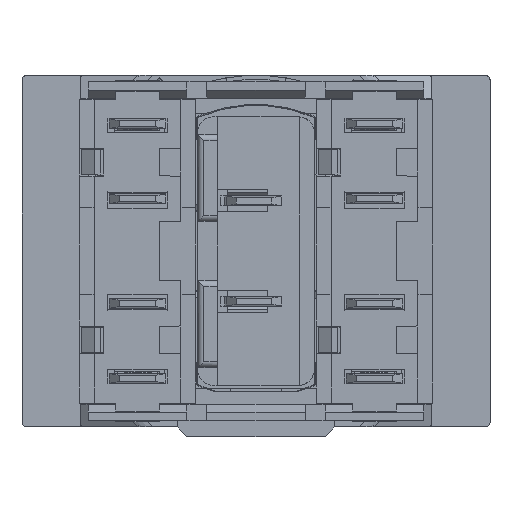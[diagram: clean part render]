
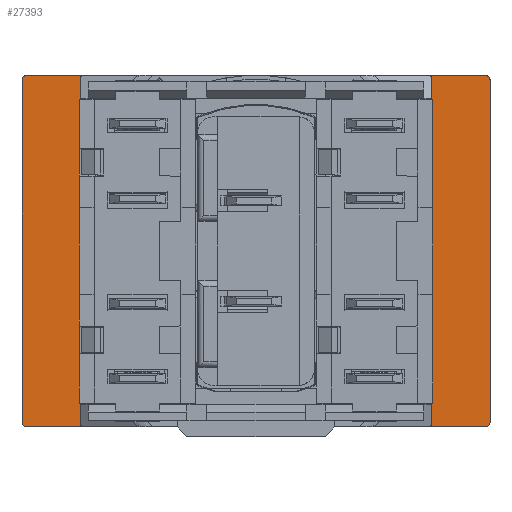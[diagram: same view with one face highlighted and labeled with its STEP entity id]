
A CAD part, front view. The second image highlights one B-rep face of the part: STEP entity #27393.
In plain terms, the highlighted planar face has unit normal (0, -1, 0).
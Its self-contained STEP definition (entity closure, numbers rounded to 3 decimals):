
#1844=DIRECTION('',(1.,0.,0.));
#1845=VECTOR('',#1844,23.3);
#1846=CARTESIAN_POINT('',(-11.65,19.01,8.875));
#1847=LINE('',#1846,#1845);
#1848=CARTESIAN_POINT('',(0.,19.01,0.));
#1849=DIRECTION('',(0.,-1.,0.));
#1850=DIRECTION('',(-1.,0.,0.));
#1851=AXIS2_PLACEMENT_3D('',#1848,#1849,#1850);
#1853=CARTESIAN_POINT('',(0.,19.01,0.));
#1854=DIRECTION('',(0.,-1.,0.));
#1855=DIRECTION('',(1.,0.,0.));
#1856=AXIS2_PLACEMENT_3D('',#1853,#1854,#1855);
#1862=CARTESIAN_POINT('',(11.65,19.01,8.675));
#1863=DIRECTION('',(0.,-1.,0.));
#1864=DIRECTION('',(1.,0.,0.));
#1865=AXIS2_PLACEMENT_3D('',#1862,#1863,#1864);
#1882=DIRECTION('',(0.,0.,-1.));
#1883=VECTOR('',#1882,17.35);
#1884=CARTESIAN_POINT('',(11.85,19.01,8.675));
#1885=LINE('',#1884,#1883);
#1943=CARTESIAN_POINT('',(-11.65,19.01,8.675));
#1944=DIRECTION('',(0.,-1.,0.));
#1945=DIRECTION('',(0.,0.,1.));
#1946=AXIS2_PLACEMENT_3D('',#1943,#1944,#1945);
#1948=DIRECTION('',(0.,0.,-1.));
#1949=VECTOR('',#1948,17.35);
#1950=CARTESIAN_POINT('',(-11.85,19.01,8.675));
#1951=LINE('',#1950,#1949);
#1956=CARTESIAN_POINT('',(-11.65,19.01,-8.675));
#1957=DIRECTION('',(0.,-1.,0.));
#1958=DIRECTION('',(-1.,0.,0.));
#1959=AXIS2_PLACEMENT_3D('',#1956,#1957,#1958);
#1976=DIRECTION('',(1.,0.,0.));
#1977=VECTOR('',#1976,23.3);
#1978=CARTESIAN_POINT('',(-11.65,19.01,-8.875));
#1979=LINE('',#1978,#1977);
#1999=CARTESIAN_POINT('',(11.65,19.01,-8.675));
#2000=DIRECTION('',(0.,-1.,0.));
#2001=DIRECTION('',(0.,0.,-1.));
#2002=AXIS2_PLACEMENT_3D('',#1999,#2000,#2001);
#20555=CARTESIAN_POINT('',(11.85,19.01,8.675));
#20557=VERTEX_POINT('',#20555);
#20558=CARTESIAN_POINT('',(11.65,19.01,8.875));
#20559=VERTEX_POINT('',#20558);
#20594=CARTESIAN_POINT('',(-11.85,19.01,8.675));
#20596=VERTEX_POINT('',#20594);
#20598=CARTESIAN_POINT('',(-11.65,19.01,8.875));
#20599=VERTEX_POINT('',#20598);
#20604=CARTESIAN_POINT('',(-11.85,19.01,-8.675));
#20605=VERTEX_POINT('',#20604);
#20606=CARTESIAN_POINT('',(-11.65,19.01,-8.875));
#20607=VERTEX_POINT('',#20606);
#20640=CARTESIAN_POINT('',(11.85,19.01,-8.675));
#20642=VERTEX_POINT('',#20640);
#20644=CARTESIAN_POINT('',(11.65,19.01,-8.875));
#20645=VERTEX_POINT('',#20644);
#21824=CARTESIAN_POINT('',(-8.7,19.01,0.));
#21825=CARTESIAN_POINT('',(8.7,19.01,0.));
#21826=VERTEX_POINT('',#21824);
#21827=VERTEX_POINT('',#21825);
#27365=CARTESIAN_POINT('',(-11.85,19.01,8.875));
#27366=DIRECTION('',(0.,-1.,0.));
#27367=DIRECTION('',(0.,0.,-1.));
#27368=AXIS2_PLACEMENT_3D('',#27365,#27366,#27367);
#27369=PLANE('',#27368);
#27371=ORIENTED_EDGE('',*,*,#27370,.F.);
#27373=ORIENTED_EDGE('',*,*,#27372,.T.);
#27375=ORIENTED_EDGE('',*,*,#27374,.F.);
#27377=ORIENTED_EDGE('',*,*,#27376,.F.);
#27379=ORIENTED_EDGE('',*,*,#27378,.F.);
#27381=ORIENTED_EDGE('',*,*,#27380,.F.);
#27383=ORIENTED_EDGE('',*,*,#27382,.F.);
#27385=ORIENTED_EDGE('',*,*,#27384,.T.);
#27386=EDGE_LOOP('',(#27371,#27373,#27375,#27377,#27379,#27381,#27383,#27385));
#27387=FACE_OUTER_BOUND('',#27386,.F.);
#27388=ORIENTED_EDGE('',*,*,#27348,.T.);
#27390=ORIENTED_EDGE('',*,*,#27389,.T.);
#27391=EDGE_LOOP('',(#27388,#27390));
#27392=FACE_BOUND('',#27391,.F.);
#1852=CIRCLE('',#1851,8.7);
#1857=CIRCLE('',#1856,8.7);
#1866=CIRCLE('',#1865,0.2);
#1947=CIRCLE('',#1946,0.2);
#1960=CIRCLE('',#1959,0.2);
#2003=CIRCLE('',#2002,0.2);
#27348=EDGE_CURVE('',#21826,#21827,#1852,.T.);
#27370=EDGE_CURVE('',#20557,#20559,#1866,.T.);
#27372=EDGE_CURVE('',#20557,#20642,#1885,.T.);
#27374=EDGE_CURVE('',#20645,#20642,#2003,.T.);
#27376=EDGE_CURVE('',#20607,#20645,#1979,.T.);
#27378=EDGE_CURVE('',#20605,#20607,#1960,.T.);
#27380=EDGE_CURVE('',#20596,#20605,#1951,.T.);
#27382=EDGE_CURVE('',#20599,#20596,#1947,.T.);
#27384=EDGE_CURVE('',#20599,#20559,#1847,.T.);
#27389=EDGE_CURVE('',#21827,#21826,#1857,.T.);
#27393=ADVANCED_FACE('',(#27387,#27392),#27369,.T.);
